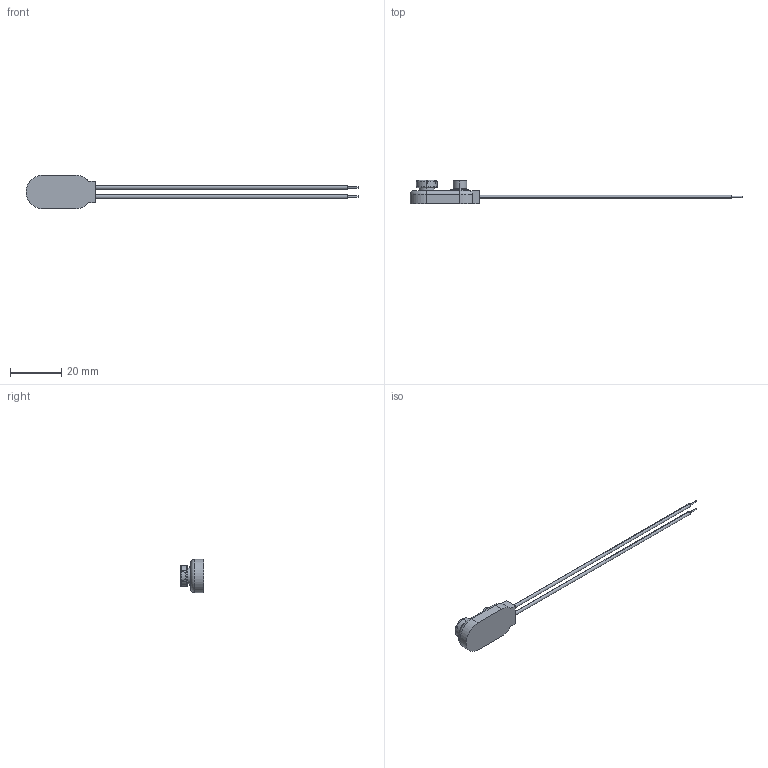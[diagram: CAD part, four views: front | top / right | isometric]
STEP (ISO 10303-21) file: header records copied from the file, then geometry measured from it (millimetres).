
FILE_DESCRIPTION (( 'STEP AP214' ), '1' );
FILE_NAME ('BS4I-MC.STEP', '2020-02-07T11:42:39', ( '' ), ( '' ), 'SwSTEP 2.0', 'SolidWorks 2017', '' );
FILE_SCHEMA (( 'AUTOMOTIVE_DESIGN' ));
Length unit declared in the file: millimetre
Products named in the file (1): BS4I-MC
Bounding box: 129 x 8.96 x 13 mm (x, y, z)
Volume: 1957.6 mm3; surface area: 2992.4 mm2
Topology: 7 solids, 7 shells, 132 faces, 335 edges, 220 vertices
Faces by surface type: plane 70, cylinder 47, torus 15
Entity records: 4238 total; most frequent: CARTESIAN_POINT 924, DIRECTION 690, ORIENTED_EDGE 670, EDGE_CURVE 335, AXIS2_PLACEMENT_3D 272, VERTEX_POINT 220, EDGE_LOOP 151, VECTOR 146
